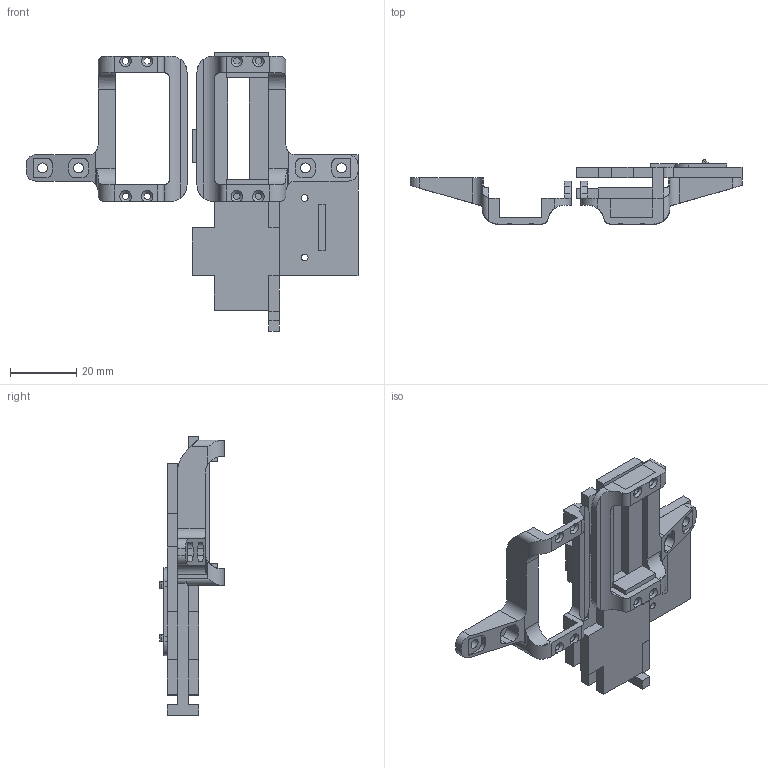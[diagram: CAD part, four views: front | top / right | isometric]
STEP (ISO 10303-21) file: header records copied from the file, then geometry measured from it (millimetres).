
FILE_DESCRIPTION(/* description */ ('STEP AP242','CAx-IF Rec.Pracs.---Representation and Presentation of Product Manufacturing Information (PMI)---4.0---2014-10-13','CAx-IF Rec.Pracs.---3D Tessellated Geometry---0.4---2014-09-14','2;1'),/* implementation_level */ '2;1');
FILE_NAME(/* name */ 'DC MOTOR flag support',/* time_stamp */ '2023-09-05T20:40:53Z',/* author */ (''),/* organization */ (''),/* preprocessor_version */ 'ST-DEVELOPER v19.4',/* originating_system */ ' ',/* authorisation */ ' ');
FILE_SCHEMA (('AP242_MANAGED_MODEL_BASED_3D_ENGINEERING_MIM_LF { 1 0 10303 442 1 1 4 }'));
Length unit declared in the file: metre
Products named in the file (8): 3D_PRINT Switch Holder M2; 3D_PRINT Switch Holder M1; Bottom Switch; Top Switch; 3D_PRINT DC motor Spacer; Back Wall (switch holder); Main Wall (motor holder); Side Wall
Bounding box: 100.53 x 19.57 x 84.36 mm (x, y, z)
Volume: 18840.9 mm3; surface area: 19381.8 mm2
Topology: 8 solids, 8 shells, 310 faces, 891 edges, 592 vertices
Faces by surface type: plane 213, cylinder 89, cone 8
Full cylindrical faces by diameter (mm): 2 x12, 2.05 x2, 3 x8
Entity records: 10215 total; most frequent: CARTESIAN_POINT 1887, ORIENTED_EDGE 1694, DIRECTION 1627, EDGE_CURVE 847, LINE 635, VECTOR 635, VERTEX_POINT 578, AXIS2_PLACEMENT_3D 496
